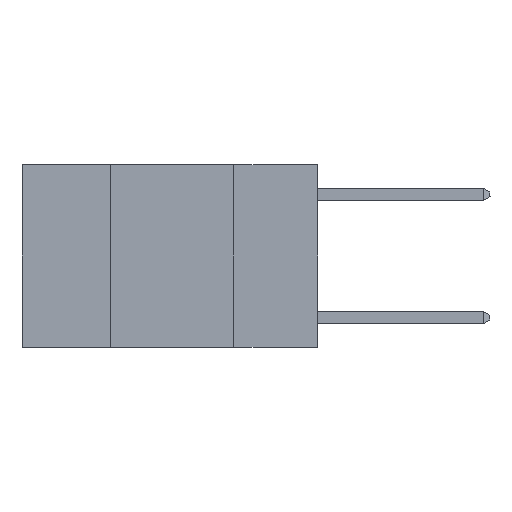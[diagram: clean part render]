
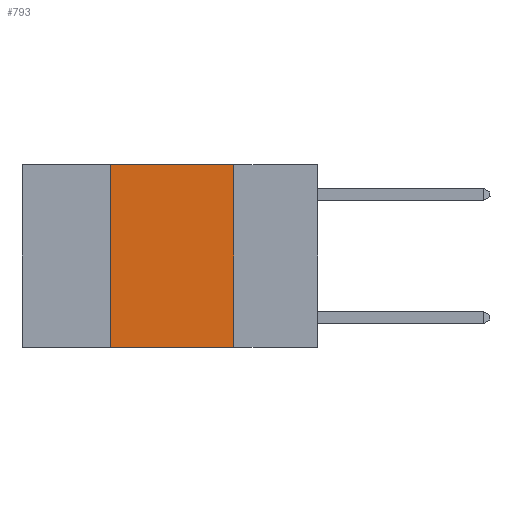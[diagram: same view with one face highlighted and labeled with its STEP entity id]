
A CAD part, left-side view. The second image highlights one B-rep face of the part: STEP entity #793.
In plain terms, the highlighted planar face has unit normal (-1, 0, 0).
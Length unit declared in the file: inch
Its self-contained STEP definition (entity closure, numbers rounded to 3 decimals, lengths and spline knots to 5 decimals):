
#100 = VERTEX_POINT ( 'NONE', #3568 ) ;
#178 = LINE ( 'NONE', #15332, #6519 ) ;
#199 = ORIENTED_EDGE ( 'NONE', *, *, #3462, .T. ) ;
#398 = DIRECTION ( 'NONE',  ( 0., -1., 0. ) ) ;
#448 = AXIS2_PLACEMENT_3D ( 'NONE', #11871, #2935, #7425 ) ;
#506 = CARTESIAN_POINT ( 'NONE',  ( 0., 0.42, 0. ) ) ;
#645 = VECTOR ( 'NONE', #7341, 39.37008 ) ;
#793 = ADVANCED_FACE ( 'NONE', ( #10131 ), #10820, .F. ) ;
#808 = CARTESIAN_POINT ( 'NONE',  ( 0., 0.17, -0.37 ) ) ;
#1196 = LINE ( 'NONE', #6951, #14142 ) ;
#2449 = LINE ( 'NONE', #506, #12026 ) ;
#2499 = CARTESIAN_POINT ( 'NONE',  ( 0., 0.42, -0.37 ) ) ;
#2935 = DIRECTION ( 'NONE',  ( 1., 0., 0. ) ) ;
#3255 = ORIENTED_EDGE ( 'NONE', *, *, #9330, .F. ) ;
#3462 = EDGE_CURVE ( 'NONE', #11896, #14464, #178, .T. ) ;
#3554 = EDGE_CURVE ( 'NONE', #11896, #14611, #2449, .T. ) ;
#3568 = CARTESIAN_POINT ( 'NONE',  ( 0., 0.17, 0. ) ) ;
#3641 = CARTESIAN_POINT ( 'NONE',  ( 0., 0.42, 0. ) ) ;
#3646 = EDGE_CURVE ( 'NONE', #100, #14464, #1196, .T. ) ;
#5621 = DIRECTION ( 'NONE',  ( 0., 0., 1. ) ) ;
#5736 = DIRECTION ( 'NONE',  ( 0., 0., -1. ) ) ;
#6117 = CARTESIAN_POINT ( 'NONE',  ( 0., 0.6, 0. ) ) ;
#6519 = VECTOR ( 'NONE', #398, 39.37008 ) ;
#6951 = CARTESIAN_POINT ( 'NONE',  ( 0., 0.17, 0. ) ) ;
#7014 = EDGE_LOOP ( 'NONE', ( #16038, #3255, #13220, #199 ) ) ;
#7341 = DIRECTION ( 'NONE',  ( 0., -1., 0. ) ) ;
#7425 = DIRECTION ( 'NONE',  ( 0., 0., -1. ) ) ;
#9330 = EDGE_CURVE ( 'NONE', #14611, #100, #10689, .T. ) ;
#10131 = FACE_OUTER_BOUND ( 'NONE', #7014, .T. ) ;
#10689 = LINE ( 'NONE', #6117, #645 ) ;
#10820 = PLANE ( 'NONE',  #448 ) ;
#11871 = CARTESIAN_POINT ( 'NONE',  ( 0., 0.6, 0. ) ) ;
#11896 = VERTEX_POINT ( 'NONE', #2499 ) ;
#12026 = VECTOR ( 'NONE', #5621, 39.37008 ) ;
#13220 = ORIENTED_EDGE ( 'NONE', *, *, #3554, .F. ) ;
#14142 = VECTOR ( 'NONE', #5736, 39.37008 ) ;
#14464 = VERTEX_POINT ( 'NONE', #808 ) ;
#14611 = VERTEX_POINT ( 'NONE', #3641 ) ;
#15332 = CARTESIAN_POINT ( 'NONE',  ( 0., 0.6, -0.37 ) ) ;
#16038 = ORIENTED_EDGE ( 'NONE', *, *, #3646, .F. ) ;
